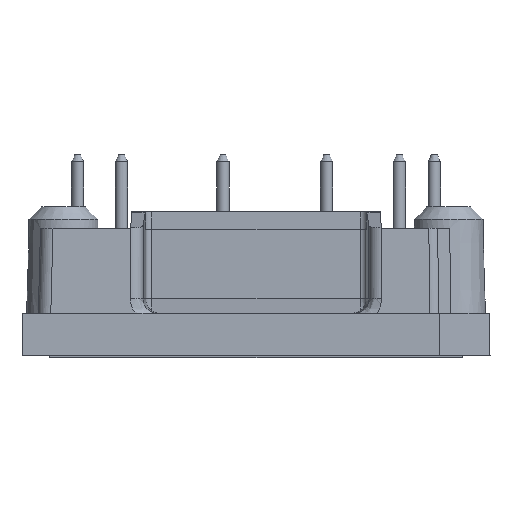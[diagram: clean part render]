
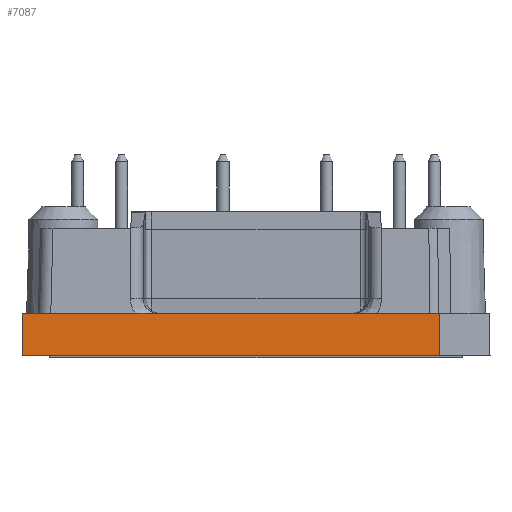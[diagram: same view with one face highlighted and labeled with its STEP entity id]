
A CAD part, left-side view. The second image highlights one B-rep face of the part: STEP entity #7087.
In plain terms, the highlighted planar face has unit normal (-1, 0, 0.018).
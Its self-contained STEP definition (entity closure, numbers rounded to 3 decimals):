
#308=LINE('',#9825,#620);
#376=LINE('',#10032,#688);
#377=LINE('',#10034,#689);
#378=LINE('',#10036,#690);
#620=VECTOR('',#8252,1000.);
#688=VECTOR('',#8450,1000.);
#689=VECTOR('',#8453,1000.);
#690=VECTOR('',#8454,1000.);
#1260=ORIENTED_EDGE('',*,*,#2359,.T.);
#1261=ORIENTED_EDGE('',*,*,#2360,.F.);
#1262=ORIENTED_EDGE('',*,*,#2361,.T.);
#1263=ORIENTED_EDGE('',*,*,#2256,.T.);
#2256=EDGE_CURVE('',#2844,#2845,#308,.F.);
#2359=EDGE_CURVE('',#2845,#2917,#376,.F.);
#2360=EDGE_CURVE('',#2918,#2917,#377,.F.);
#2361=EDGE_CURVE('',#2918,#2844,#378,.T.);
#2844=VERTEX_POINT('',#9826);
#2845=VERTEX_POINT('',#9827);
#2917=VERTEX_POINT('',#10031);
#2918=VERTEX_POINT('',#10035);
#3540=EDGE_LOOP('',(#1260,#1261,#1262,#1263));
#4064=FACE_BOUND('',#3540,.T.);
#4530=PLANE('',#7502);
#7087=ADVANCED_FACE('',(#4064),#4530,.T.);
#7502=AXIS2_PLACEMENT_3D('',#10033,#8451,#8452);
#8252=DIRECTION('',(0.,1.,0.));
#8450=DIRECTION('',(-0.017,-0.007,-1.));
#8451=DIRECTION('',(-1.,0.,0.017));
#8452=DIRECTION('',(0.017,0.,1.));
#8453=DIRECTION('',(0.,1.,0.));
#8454=DIRECTION('',(-0.017,0.017,-1.));
#9825=CARTESIAN_POINT('',(-41.,0.,0.));
#9826=CARTESIAN_POINT('',(-41.,18.7,0.));
#9827=CARTESIAN_POINT('',(-41.,-14.7,0.));
#10031=CARTESIAN_POINT('',(-40.941,-14.675,3.4));
#10032=CARTESIAN_POINT('',(-40.998,-14.699,0.134));
#10033=CARTESIAN_POINT('',(-41.,0.,0.));
#10034=CARTESIAN_POINT('',(-40.941,0.,3.4));
#10035=CARTESIAN_POINT('',(-40.941,18.641,3.4));
#10036=CARTESIAN_POINT('',(-40.994,18.694,0.326));
